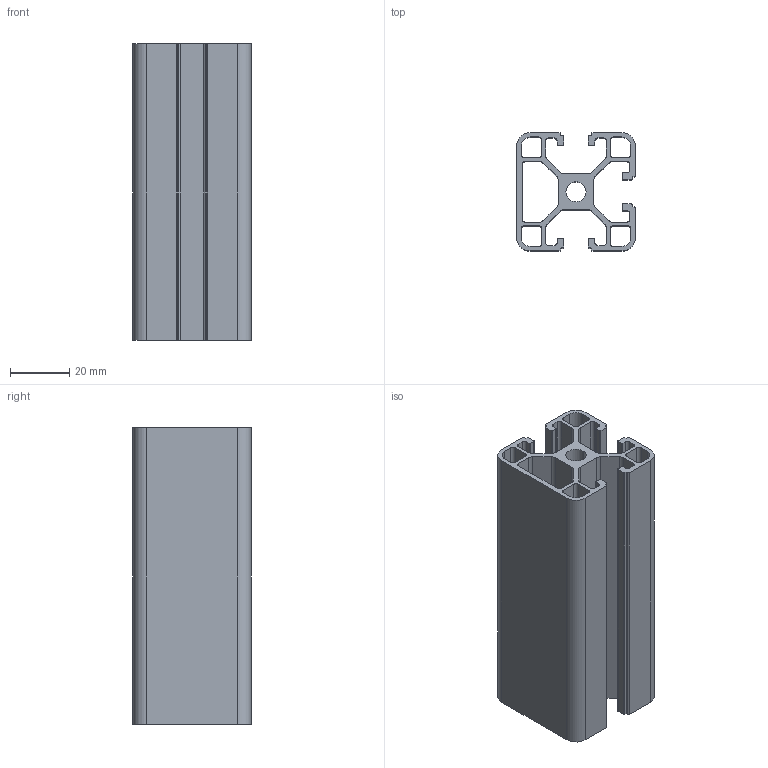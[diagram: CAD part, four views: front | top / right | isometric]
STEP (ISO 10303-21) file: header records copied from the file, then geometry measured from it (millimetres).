
FILE_DESCRIPTION (( 'STEP AP203' ), '1' );
FILE_NAME ('JL-8-4040EI.STEP', '2019-07-24T02:05:27', ( 'User' ), ( 'China' ), 'SwSTEP 2.0', 'SolidWorks 2015', '' );
FILE_SCHEMA (( 'CONFIG_CONTROL_DESIGN' ));
Length unit declared in the file: millimetre
Products named in the file (1): JL-8-4040EI
Bounding box: 40 x 40 x 100 mm (x, y, z)
Volume: 47314.5 mm3; surface area: 50079.7 mm2
Topology: 1 solids, 1 shells, 318 faces, 921 edges, 614 vertices
Faces by surface type: plane 208, cylinder 82, bspline 28
Entity records: 11422 total; most frequent: CARTESIAN_POINT 2962, ORIENTED_EDGE 1842, DIRECTION 1611, EDGE_CURVE 921, LINE 701, VECTOR 701, VERTEX_POINT 614, AXIS2_PLACEMENT_3D 455
